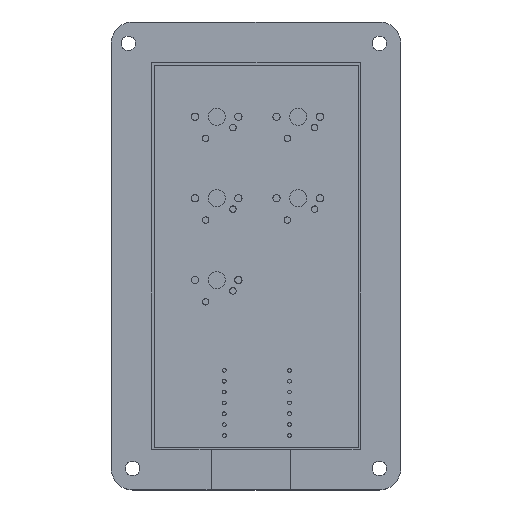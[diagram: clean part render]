
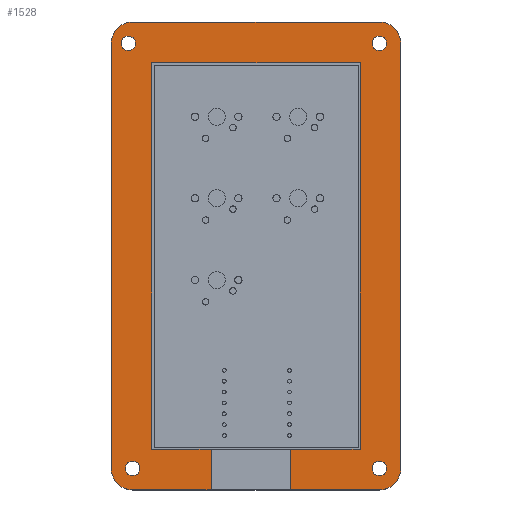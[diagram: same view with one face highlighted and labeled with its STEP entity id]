
A CAD part, top view. The second image highlights one B-rep face of the part: STEP entity #1528.
In plain terms, the highlighted planar face has unit normal (0, 0, 1).
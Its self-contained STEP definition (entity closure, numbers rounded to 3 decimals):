
#168=FACE_BOUND('',#483,.T.);
#169=FACE_BOUND('',#484,.T.);
#170=FACE_BOUND('',#485,.T.);
#171=FACE_BOUND('',#486,.T.);
#258=CIRCLE('',#1722,5.);
#260=CIRCLE('',#1726,5.);
#261=CIRCLE('',#1727,5.);
#262=CIRCLE('',#1728,5.);
#263=CIRCLE('',#1729,1.7);
#264=CIRCLE('',#1730,1.7);
#265=CIRCLE('',#1731,1.7);
#266=CIRCLE('',#1732,1.7);
#329=FACE_OUTER_BOUND('',#482,.T.);
#482=EDGE_LOOP('',(#1321,#1322,#1323,#1324,#1325,#1326,#1327,#1328,#1329,
#1330,#1331,#1332,#1333,#1334,#1335,#1336));
#483=EDGE_LOOP('',(#1337));
#484=EDGE_LOOP('',(#1338));
#485=EDGE_LOOP('',(#1339));
#486=EDGE_LOOP('',(#1340));
#575=LINE('',#2532,#674);
#578=LINE('',#2538,#677);
#579=LINE('',#2542,#678);
#580=LINE('',#2544,#679);
#581=LINE('',#2546,#680);
#582=LINE('',#2548,#681);
#583=LINE('',#2550,#682);
#584=LINE('',#2552,#683);
#585=LINE('',#2554,#684);
#586=LINE('',#2556,#685);
#587=LINE('',#2558,#686);
#588=LINE('',#2562,#687);
#674=VECTOR('',#2099,10.);
#677=VECTOR('',#2104,10.);
#678=VECTOR('',#2107,10.);
#679=VECTOR('',#2108,10.);
#680=VECTOR('',#2109,10.);
#681=VECTOR('',#2110,10.);
#682=VECTOR('',#2111,10.);
#683=VECTOR('',#2112,10.);
#684=VECTOR('',#2113,10.);
#685=VECTOR('',#2114,10.);
#686=VECTOR('',#2115,10.);
#687=VECTOR('',#2118,10.);
#806=VERTEX_POINT('',#2522);
#807=VERTEX_POINT('',#2523);
#810=VERTEX_POINT('',#2531);
#812=VERTEX_POINT('',#2537);
#813=VERTEX_POINT('',#2539);
#814=VERTEX_POINT('',#2541);
#815=VERTEX_POINT('',#2543);
#816=VERTEX_POINT('',#2545);
#817=VERTEX_POINT('',#2547);
#818=VERTEX_POINT('',#2549);
#819=VERTEX_POINT('',#2551);
#820=VERTEX_POINT('',#2553);
#821=VERTEX_POINT('',#2555);
#822=VERTEX_POINT('',#2557);
#823=VERTEX_POINT('',#2559);
#824=VERTEX_POINT('',#2561);
#825=VERTEX_POINT('',#2564);
#826=VERTEX_POINT('',#2566);
#827=VERTEX_POINT('',#2568);
#828=VERTEX_POINT('',#2570);
#983=EDGE_CURVE('',#806,#807,#258,.T.);
#987=EDGE_CURVE('',#810,#807,#575,.T.);
#990=EDGE_CURVE('',#806,#812,#578,.T.);
#991=EDGE_CURVE('',#813,#812,#260,.T.);
#992=EDGE_CURVE('',#813,#814,#579,.T.);
#993=EDGE_CURVE('',#814,#815,#580,.T.);
#994=EDGE_CURVE('',#815,#816,#581,.T.);
#995=EDGE_CURVE('',#816,#817,#582,.T.);
#996=EDGE_CURVE('',#817,#818,#583,.T.);
#997=EDGE_CURVE('',#818,#819,#584,.T.);
#998=EDGE_CURVE('',#819,#820,#585,.T.);
#999=EDGE_CURVE('',#820,#821,#586,.T.);
#1000=EDGE_CURVE('',#821,#822,#587,.T.);
#1001=EDGE_CURVE('',#823,#822,#261,.T.);
#1002=EDGE_CURVE('',#823,#824,#588,.T.);
#1003=EDGE_CURVE('',#810,#824,#262,.T.);
#1004=EDGE_CURVE('',#825,#825,#263,.T.);
#1005=EDGE_CURVE('',#826,#826,#264,.T.);
#1006=EDGE_CURVE('',#827,#827,#265,.T.);
#1007=EDGE_CURVE('',#828,#828,#266,.T.);
#1321=ORIENTED_EDGE('',*,*,#983,.F.);
#1322=ORIENTED_EDGE('',*,*,#990,.T.);
#1323=ORIENTED_EDGE('',*,*,#991,.F.);
#1324=ORIENTED_EDGE('',*,*,#992,.T.);
#1325=ORIENTED_EDGE('',*,*,#993,.T.);
#1326=ORIENTED_EDGE('',*,*,#994,.T.);
#1327=ORIENTED_EDGE('',*,*,#995,.T.);
#1328=ORIENTED_EDGE('',*,*,#996,.T.);
#1329=ORIENTED_EDGE('',*,*,#997,.T.);
#1330=ORIENTED_EDGE('',*,*,#998,.T.);
#1331=ORIENTED_EDGE('',*,*,#999,.T.);
#1332=ORIENTED_EDGE('',*,*,#1000,.T.);
#1333=ORIENTED_EDGE('',*,*,#1001,.F.);
#1334=ORIENTED_EDGE('',*,*,#1002,.T.);
#1335=ORIENTED_EDGE('',*,*,#1003,.F.);
#1336=ORIENTED_EDGE('',*,*,#987,.T.);
#1337=ORIENTED_EDGE('',*,*,#1004,.T.);
#1338=ORIENTED_EDGE('',*,*,#1005,.T.);
#1339=ORIENTED_EDGE('',*,*,#1006,.T.);
#1340=ORIENTED_EDGE('',*,*,#1007,.T.);
#1464=PLANE('',#1725);
#1528=ADVANCED_FACE('',(#329,#168,#169,#170,#171),#1464,.T.);
#1722=AXIS2_PLACEMENT_3D('',#2524,#2091,#2092);
#1725=AXIS2_PLACEMENT_3D('',#2536,#2102,#2103);
#1726=AXIS2_PLACEMENT_3D('',#2540,#2105,#2106);
#1727=AXIS2_PLACEMENT_3D('',#2560,#2116,#2117);
#1728=AXIS2_PLACEMENT_3D('',#2563,#2119,#2120);
#1729=AXIS2_PLACEMENT_3D('',#2565,#2121,#2122);
#1730=AXIS2_PLACEMENT_3D('',#2567,#2123,#2124);
#1731=AXIS2_PLACEMENT_3D('',#2569,#2125,#2126);
#1732=AXIS2_PLACEMENT_3D('',#2571,#2127,#2128);
#2091=DIRECTION('center_axis',(0.,0.,-1.));
#2092=DIRECTION('ref_axis',(-0.707,0.707,0.));
#2099=DIRECTION('',(-1.,0.,0.));
#2102=DIRECTION('center_axis',(0.,0.,1.));
#2103=DIRECTION('ref_axis',(1.,0.,0.));
#2104=DIRECTION('',(0.,-1.,0.));
#2105=DIRECTION('center_axis',(0.,0.,-1.));
#2106=DIRECTION('ref_axis',(-0.707,-0.707,0.));
#2107=DIRECTION('',(1.,0.,0.));
#2108=DIRECTION('',(0.,1.,0.));
#2109=DIRECTION('',(-1.,0.,0.));
#2110=DIRECTION('',(0.,1.,0.));
#2111=DIRECTION('',(1.,0.,0.));
#2112=DIRECTION('',(0.,-1.,0.));
#2113=DIRECTION('',(-1.,0.,0.));
#2114=DIRECTION('',(0.,-1.,0.));
#2115=DIRECTION('',(1.,0.,0.));
#2116=DIRECTION('center_axis',(0.,0.,-1.));
#2117=DIRECTION('ref_axis',(0.707,-0.707,0.));
#2118=DIRECTION('',(0.,1.,0.));
#2119=DIRECTION('center_axis',(0.,0.,-1.));
#2120=DIRECTION('ref_axis',(0.707,0.707,0.));
#2121=DIRECTION('center_axis',(0.,0.,-1.));
#2122=DIRECTION('ref_axis',(1.,0.,0.));
#2123=DIRECTION('center_axis',(0.,0.,-1.));
#2124=DIRECTION('ref_axis',(1.,0.,0.));
#2125=DIRECTION('center_axis',(0.,0.,-1.));
#2126=DIRECTION('ref_axis',(1.,0.,0.));
#2127=DIRECTION('center_axis',(0.,0.,-1.));
#2128=DIRECTION('ref_axis',(1.,0.,0.));
#2522=CARTESIAN_POINT('',(-18.,82.8,13.));
#2523=CARTESIAN_POINT('',(-13.,87.8,13.));
#2524=CARTESIAN_POINT('Origin',(-13.,82.8,13.));
#2531=CARTESIAN_POINT('',(44.6,87.8,13.));
#2532=CARTESIAN_POINT('',(-18.,87.8,13.));
#2536=CARTESIAN_POINT('Origin',(44.6,82.8,13.));
#2537=CARTESIAN_POINT('',(-18.,-16.43,13.));
#2538=CARTESIAN_POINT('',(-18.,-21.43,13.));
#2539=CARTESIAN_POINT('',(-13.,-21.43,13.));
#2540=CARTESIAN_POINT('Origin',(-13.,-16.43,13.));
#2541=CARTESIAN_POINT('',(5.3,-21.43,13.));
#2542=CARTESIAN_POINT('',(49.6,-21.43,13.));
#2543=CARTESIAN_POINT('',(5.3,-11.93,13.));
#2544=CARTESIAN_POINT('',(5.3,30.685,13.));
#2545=CARTESIAN_POINT('',(-8.5,-11.93,13.));
#2546=CARTESIAN_POINT('',(40.1,-11.93,13.));
#2547=CARTESIAN_POINT('',(-8.5,78.3,13.));
#2548=CARTESIAN_POINT('',(-8.5,-11.93,13.));
#2549=CARTESIAN_POINT('',(40.1,78.3,13.));
#2550=CARTESIAN_POINT('',(-8.5,78.3,13.));
#2551=CARTESIAN_POINT('',(40.1,-11.93,13.));
#2552=CARTESIAN_POINT('',(40.1,78.3,13.));
#2553=CARTESIAN_POINT('',(23.8,-11.93,13.));
#2554=CARTESIAN_POINT('',(40.1,-11.93,13.));
#2555=CARTESIAN_POINT('',(23.8,-21.43,13.));
#2556=CARTESIAN_POINT('',(23.8,35.435,13.));
#2557=CARTESIAN_POINT('',(44.6,-21.43,13.));
#2558=CARTESIAN_POINT('',(49.6,-21.43,13.));
#2559=CARTESIAN_POINT('',(49.6,-16.43,13.));
#2560=CARTESIAN_POINT('Origin',(44.6,-16.43,13.));
#2561=CARTESIAN_POINT('',(49.6,82.8,13.));
#2562=CARTESIAN_POINT('',(49.6,87.8,13.));
#2563=CARTESIAN_POINT('Origin',(44.6,82.8,13.));
#2564=CARTESIAN_POINT('',(42.9,82.8,13.));
#2565=CARTESIAN_POINT('Origin',(44.6,82.8,13.));
#2566=CARTESIAN_POINT('',(-14.7,-16.43,13.));
#2567=CARTESIAN_POINT('Origin',(-13.,-16.43,13.));
#2568=CARTESIAN_POINT('',(-15.7,82.8,13.));
#2569=CARTESIAN_POINT('Origin',(-14.,82.8,13.));
#2570=CARTESIAN_POINT('',(42.9,-16.43,13.));
#2571=CARTESIAN_POINT('Origin',(44.6,-16.43,13.));
